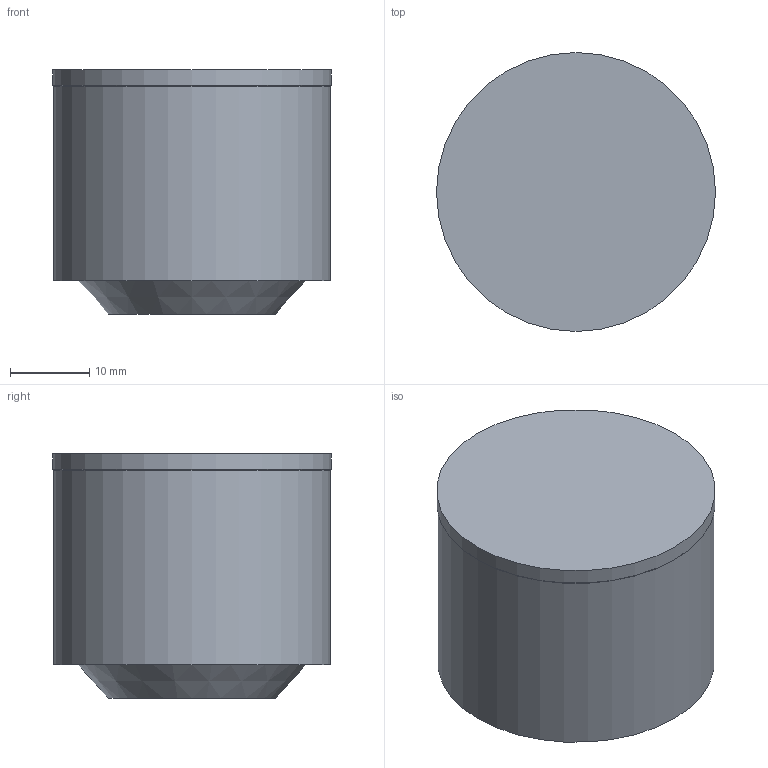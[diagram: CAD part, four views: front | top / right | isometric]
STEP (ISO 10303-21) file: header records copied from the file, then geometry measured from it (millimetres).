
FILE_DESCRIPTION((''),'1');
FILE_NAME('MPS13-11115_1112.stp','2017-02-20T06:27:27',(''),(''),'Spatial Interop R21 SP3','Kubotek KeyCreator 2011 V10.0.2 (22737)',' ');
FILE_SCHEMA(('automotive_design'));
Length unit declared in the file: millimetre
Products named in the file (1): Unnamed[1]
Bounding box: 35.3 x 35.3 x 30.9 mm (x, y, z)
Volume: 27796.7 mm3; surface area: 5033.3 mm2
Topology: 1 solids, 1 shells, 7 faces, 10 edges, 6 vertices
Faces by surface type: plane 3, cylinder 2, cone 2
Full cylindrical faces by diameter (mm): 35 x1, 35.3 x1
Entity records: 276 total; most frequent: DIRECTION 28, PRESENTATION_STYLE_ASSIGNMENT 22, COLOUR_RGB 22, CARTESIAN_POINT 20, STYLED_ITEM 14, AXIS2_PLACEMENT_3D 14, CURVE_STYLE 14, DRAUGHTING_PRE_DEFINED_CURVE_FONT 14
